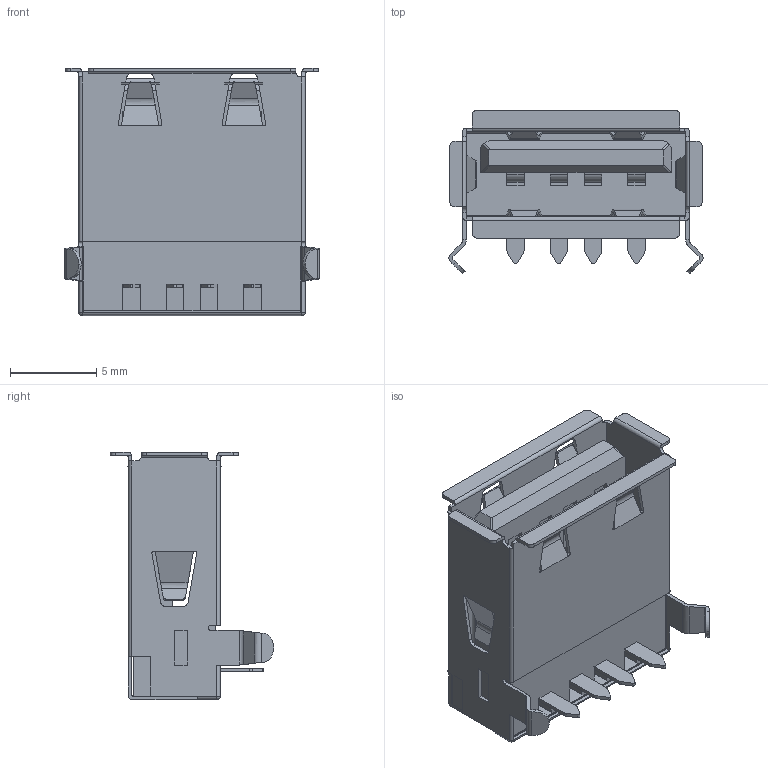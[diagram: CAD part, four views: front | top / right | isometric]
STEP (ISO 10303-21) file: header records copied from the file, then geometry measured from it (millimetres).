
FILE_DESCRIPTION((''),'2;1');
FILE_NAME('USB Series A Receptacle.stp','2012-03-02T16:49:17',('sdarley'),(''),'Autodesk Inventor 2011','Autodesk Inventor 2011','');
FILE_SCHEMA(('AUTOMOTIVE_DESIGN { 1 0 10303 214 1 1 1 1 }'));
Length unit declared in the file: millimetre
Products named in the file (4): USB Series A Receptacle; USB Series A Receptacle Housing; USB Series A Receptacle Thermoplastic Insulator; USB Series A Receptacle Contact
Assembly tree (6 placements, depth 2):
  USB Series A Receptacle
    USB Series A Receptacle Housing
    USB Series A Receptacle Thermoplastic Insulator
    USB Series A Receptacle Contact  x4
Bounding box: 14.69 x 9.45 x 14.3 mm (x, y, z)
Volume: 517.5 mm3; surface area: 1844.6 mm2
Topology: 6 solids, 6 shells, 416 faces, 1228 edges, 787 vertices
Faces by surface type: plane 272, cylinder 140, sphere 2, bspline 2
Entity records: 12243 total; most frequent: CARTESIAN_POINT 2294, ORIENTED_EDGE 2128, DIRECTION 2025, EDGE_CURVE 1064, VECTOR 801, LINE 801, VERTEX_POINT 679, AXIS2_PLACEMENT_3D 612
